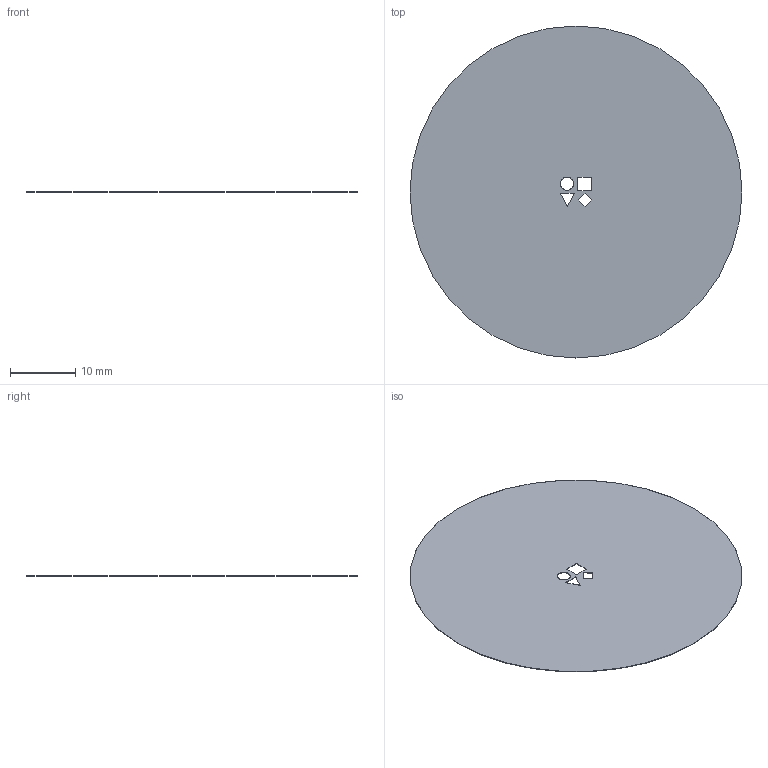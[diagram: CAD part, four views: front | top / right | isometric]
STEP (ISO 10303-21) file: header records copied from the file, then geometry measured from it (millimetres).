
FILE_DESCRIPTION (( 'STEP AP214' ), '1' );
FILE_NAME ('D1900031-v2, Y-003.STEP', '2019-01-31T15:34:35', ( '' ), ( '' ), 'SwSTEP 2.0', 'SolidWorks 2018', '' );
FILE_SCHEMA (( 'AUTOMOTIVE_DESIGN' ));
Length unit declared in the file: inch
Products named in the file (1): D1900031-v2, Y-003
Bounding box: 50.8 x 50.8 x 0.08 mm (x, y, z)
Volume: 153.5 mm3; surface area: 4043.9 mm2
Topology: 1 solids, 1 shells, 19 faces, 51 edges, 34 vertices
Faces by surface type: plane 13, bspline 4, cylinder 2
Entity records: 669 total; most frequent: CARTESIAN_POINT 157, ORIENTED_EDGE 102, DIRECTION 79, EDGE_CURVE 51, VECTOR 39, LINE 39, VERTEX_POINT 34, EDGE_LOOP 27
